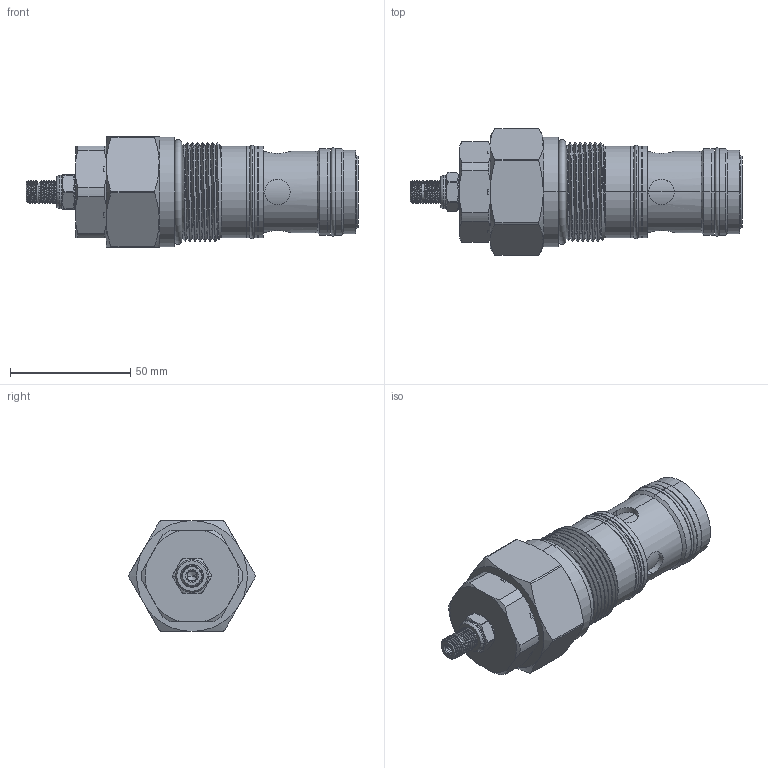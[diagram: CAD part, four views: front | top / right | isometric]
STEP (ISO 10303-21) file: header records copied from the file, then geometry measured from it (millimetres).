
FILE_DESCRIPTION (( 'STEP AP214' ), '1' );
FILE_NAME ('CB20WS33(38).STEP', '2016-04-13T06:11:46', ( '' ), ( '' ), 'SwSTEP 2.0', 'SolidWorks 2012', '' );
FILE_SCHEMA (( 'AUTOMOTIVE_DESIGN' ));
Length unit declared in the file: millimetre
Products named in the file (1): CB20WS33(38)
Bounding box: 137.82 x 52.7 x 46 mm (x, y, z)
Volume: 146972.5 mm3; surface area: 24711.4 mm2
Topology: 3 solids, 3 shells, 269 faces, 670 edges, 425 vertices
Faces by surface type: cylinder 126, plane 64, cone 46, torus 24, bspline 9
Entity records: 18399 total; most frequent: CARTESIAN_POINT 12242, ORIENTED_EDGE 1336, DIRECTION 1232, EDGE_CURVE 668, AXIS2_PLACEMENT_3D 503, VERTEX_POINT 425, EDGE_LOOP 291, FACE_OUTER_BOUND 269
